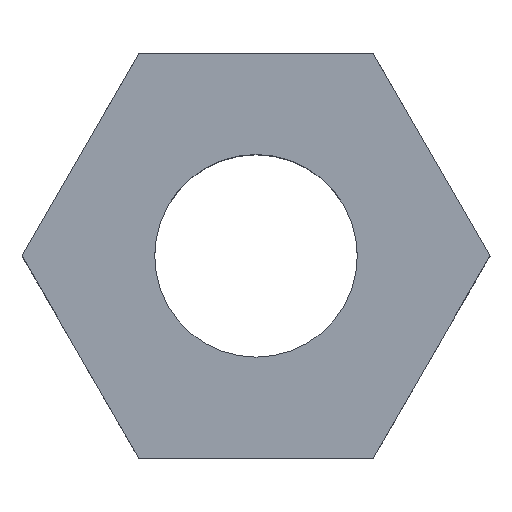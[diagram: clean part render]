
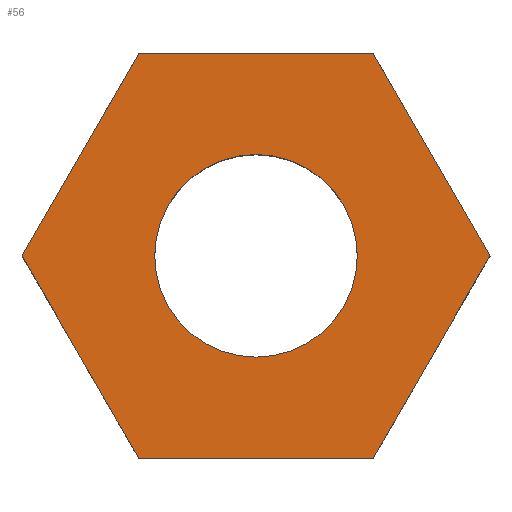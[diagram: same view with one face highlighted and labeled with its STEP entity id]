
A CAD part, top view. The second image highlights one B-rep face of the part: STEP entity #56.
In plain terms, the highlighted planar face has unit normal (0, 0, 1).
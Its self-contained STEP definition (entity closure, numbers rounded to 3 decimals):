
#7 = EDGE_CURVE ( 'NONE', #125, #397, #203, .T. ) ;
#21 = EDGE_CURVE ( 'NONE', #246, #133, #249, .T. ) ;
#30 = ORIENTED_EDGE ( 'NONE', *, *, #21, .T. ) ;
#34 = DIRECTION ( 'NONE',  ( 1., 0., 0. ) ) ;
#40 = DIRECTION ( 'NONE',  ( 1., 0., 0. ) ) ;
#42 = AXIS2_PLACEMENT_3D ( 'NONE', #109, #317, #538 ) ;
#54 = CARTESIAN_POINT ( 'NONE',  ( 15., 0., 35. ) ) ;
#56 = ADVANCED_FACE ( 'NONE', ( #84, #290 ), #299, .T. ) ;
#57 = CARTESIAN_POINT ( 'NONE',  ( -34.641, 0., 35. ) ) ;
#62 = VERTEX_POINT ( 'NONE', #149 ) ;
#73 = AXIS2_PLACEMENT_3D ( 'NONE', #411, #460, #34 ) ;
#84 = FACE_BOUND ( 'NONE', #136, .T. ) ;
#109 = CARTESIAN_POINT ( 'NONE',  ( 0., 0., 35. ) ) ;
#125 = VERTEX_POINT ( 'NONE', #54 ) ;
#133 = VERTEX_POINT ( 'NONE', #413 ) ;
#136 = EDGE_LOOP ( 'NONE', ( #342, #178 ) ) ;
#141 = AXIS2_PLACEMENT_3D ( 'NONE', #403, #559, #40 ) ;
#147 = VERTEX_POINT ( 'NONE', #155 ) ;
#149 = CARTESIAN_POINT ( 'NONE',  ( -17.321, -30., 35. ) ) ;
#151 = EDGE_CURVE ( 'NONE', #147, #246, #630, .T. ) ;
#155 = CARTESIAN_POINT ( 'NONE',  ( 17.321, 30., 35. ) ) ;
#159 = CARTESIAN_POINT ( 'NONE',  ( 17.321, -30., 35. ) ) ;
#161 = CARTESIAN_POINT ( 'NONE',  ( 17.321, 30., 35. ) ) ;
#171 = VECTOR ( 'NONE', #215, 1000. ) ;
#175 = ORIENTED_EDGE ( 'NONE', *, *, #151, .T. ) ;
#178 = ORIENTED_EDGE ( 'NONE', *, *, #486, .F. ) ;
#182 = VECTOR ( 'NONE', #199, 1000. ) ;
#199 = DIRECTION ( 'NONE',  ( -0.5, -0.866, 0. ) ) ;
#203 = CIRCLE ( 'NONE', #141, 15. ) ;
#207 = DIRECTION ( 'NONE',  ( -1., 0., 0. ) ) ;
#215 = DIRECTION ( 'NONE',  ( 0.5, -0.866, 0. ) ) ;
#240 = EDGE_CURVE ( 'NONE', #599, #147, #271, .T. ) ;
#246 = VERTEX_POINT ( 'NONE', #597 ) ;
#249 = LINE ( 'NONE', #293, #182 ) ;
#250 = CARTESIAN_POINT ( 'NONE',  ( 34.641, 0., 35. ) ) ;
#257 = VECTOR ( 'NONE', #207, 1000. ) ;
#270 = LINE ( 'NONE', #159, #479 ) ;
#271 = LINE ( 'NONE', #583, #558 ) ;
#290 = FACE_OUTER_BOUND ( 'NONE', #379, .T. ) ;
#293 = CARTESIAN_POINT ( 'NONE',  ( -17.321, 30., 35. ) ) ;
#299 = PLANE ( 'NONE',  #73 ) ;
#308 = LINE ( 'NONE', #572, #601 ) ;
#317 = DIRECTION ( 'NONE',  ( 0., 0., 1. ) ) ;
#323 = ORIENTED_EDGE ( 'NONE', *, *, #359, .T. ) ;
#342 = ORIENTED_EDGE ( 'NONE', *, *, #7, .F. ) ;
#359 = EDGE_CURVE ( 'NONE', #133, #62, #362, .T. ) ;
#362 = LINE ( 'NONE', #57, #171 ) ;
#364 = DIRECTION ( 'NONE',  ( 1., 0., 0. ) ) ;
#368 = EDGE_CURVE ( 'NONE', #613, #599, #270, .T. ) ;
#379 = EDGE_LOOP ( 'NONE', ( #30, #323, #589, #392, #439, #175 ) ) ;
#382 = DIRECTION ( 'NONE',  ( -0.5, 0.866, 0. ) ) ;
#392 = ORIENTED_EDGE ( 'NONE', *, *, #368, .T. ) ;
#397 = VERTEX_POINT ( 'NONE', #526 ) ;
#403 = CARTESIAN_POINT ( 'NONE',  ( 0., 0., 35. ) ) ;
#411 = CARTESIAN_POINT ( 'NONE',  ( 0., 0., 35. ) ) ;
#413 = CARTESIAN_POINT ( 'NONE',  ( -34.641, 0., 35. ) ) ;
#439 = ORIENTED_EDGE ( 'NONE', *, *, #240, .T. ) ;
#460 = DIRECTION ( 'NONE',  ( 0., 0., 1. ) ) ;
#464 = CARTESIAN_POINT ( 'NONE',  ( 17.321, -30., 35. ) ) ;
#479 = VECTOR ( 'NONE', #643, 1000. ) ;
#486 = EDGE_CURVE ( 'NONE', #397, #125, #524, .T. ) ;
#524 = CIRCLE ( 'NONE', #42, 15. ) ;
#526 = CARTESIAN_POINT ( 'NONE',  ( -15., 0., 35. ) ) ;
#538 = DIRECTION ( 'NONE',  ( 1., 0., 0. ) ) ;
#558 = VECTOR ( 'NONE', #382, 1000. ) ;
#559 = DIRECTION ( 'NONE',  ( 0., 0., 1. ) ) ;
#572 = CARTESIAN_POINT ( 'NONE',  ( -17.321, -30., 35. ) ) ;
#583 = CARTESIAN_POINT ( 'NONE',  ( 34.641, 0., 35. ) ) ;
#589 = ORIENTED_EDGE ( 'NONE', *, *, #635, .T. ) ;
#597 = CARTESIAN_POINT ( 'NONE',  ( -17.321, 30., 35. ) ) ;
#599 = VERTEX_POINT ( 'NONE', #250 ) ;
#601 = VECTOR ( 'NONE', #364, 1000. ) ;
#613 = VERTEX_POINT ( 'NONE', #464 ) ;
#630 = LINE ( 'NONE', #161, #257 ) ;
#635 = EDGE_CURVE ( 'NONE', #62, #613, #308, .T. ) ;
#643 = DIRECTION ( 'NONE',  ( 0.5, 0.866, 0. ) ) ;
